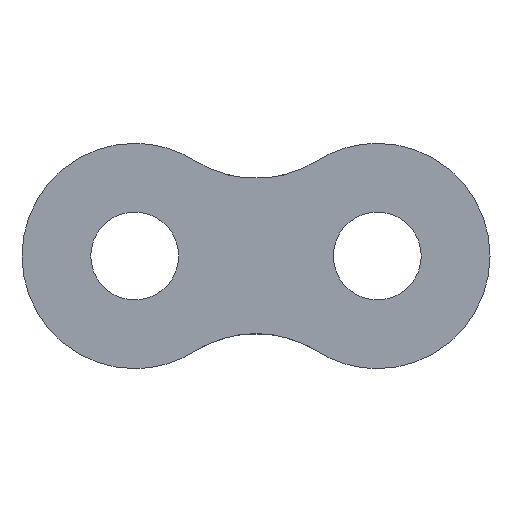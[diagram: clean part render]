
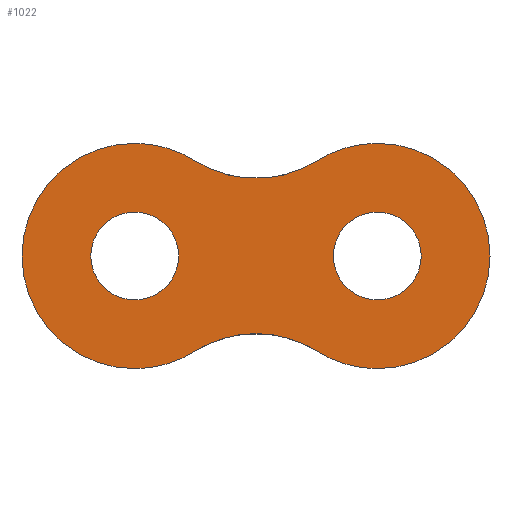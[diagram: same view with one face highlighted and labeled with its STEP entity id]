
A CAD part, front view. The second image highlights one B-rep face of the part: STEP entity #1022.
In plain terms, the highlighted planar face has unit normal (0, -1, 0).
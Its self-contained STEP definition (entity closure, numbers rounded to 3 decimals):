
#6 = CIRCLE ( 'NONE', #516, 2.95 ) ;
#11 = DIRECTION ( 'NONE',  ( 0., 0., -1. ) ) ;
#16 = DIRECTION ( 'NONE',  ( 0., -1., 0. ) ) ;
#20 = VERTEX_POINT ( 'NONE', #1444 ) ;
#21 = DIRECTION ( 'NONE',  ( 0., -1., 0. ) ) ;
#29 = DIRECTION ( 'NONE',  ( 0., 0., -1. ) ) ;
#37 = EDGE_LOOP ( 'NONE', ( #1120, #1227, #1244, #765, #978, #823, #1340, #1423, #116 ) ) ;
#44 = DIRECTION ( 'NONE',  ( 0., 0., -1. ) ) ;
#56 = DIRECTION ( 'NONE',  ( 0., -1., 0. ) ) ;
#64 = CARTESIAN_POINT ( 'NONE',  ( 6.35, -0.8, 0. ) ) ;
#70 = EDGE_CURVE ( 'NONE', #909, #1236, #948, .T. ) ;
#112 = EDGE_CURVE ( 'NONE', #639, #909, #6, .T. ) ;
#116 = ORIENTED_EDGE ( 'NONE', *, *, #630, .T. ) ;
#135 = VERTEX_POINT ( 'NONE', #796 ) ;
#136 = AXIS2_PLACEMENT_3D ( 'NONE', #1166, #954, #1283 ) ;
#165 = CARTESIAN_POINT ( 'NONE',  ( 0., -0.8, 2.95 ) ) ;
#177 = DIRECTION ( 'NONE',  ( 0., 0., -1. ) ) ;
#179 = CARTESIAN_POINT ( 'NONE',  ( 3.175, -0.8, -5.032 ) ) ;
#224 = DIRECTION ( 'NONE',  ( 0., 0., -1. ) ) ;
#250 = EDGE_CURVE ( 'NONE', #20, #639, #1253, .T. ) ;
#253 = CARTESIAN_POINT ( 'NONE',  ( 6.35, -0.8, -2.95 ) ) ;
#256 = DIRECTION ( 'NONE',  ( 0., 0., -1. ) ) ;
#261 = VERTEX_POINT ( 'NONE', #165 ) ;
#274 = VERTEX_POINT ( 'NONE', #939 ) ;
#275 = ORIENTED_EDGE ( 'NONE', *, *, #1010, .F. ) ;
#296 = DIRECTION ( 'NONE',  ( 0., 1., 0. ) ) ;
#299 = AXIS2_PLACEMENT_3D ( 'NONE', #1025, #16, #1217 ) ;
#305 = AXIS2_PLACEMENT_3D ( 'NONE', #1128, #812, #11 ) ;
#310 = DIRECTION ( 'NONE',  ( 0., -1., 0. ) ) ;
#314 = VERTEX_POINT ( 'NONE', #1014 ) ;
#344 = EDGE_CURVE ( 'NONE', #470, #314, #1230, .T. ) ;
#355 = FACE_OUTER_BOUND ( 'NONE', #37, .T. ) ;
#358 = AXIS2_PLACEMENT_3D ( 'NONE', #927, #1018, #256 ) ;
#379 = CARTESIAN_POINT ( 'NONE',  ( 4.776, -0.8, 2.495 ) ) ;
#387 = DIRECTION ( 'NONE',  ( 0., 0., -1. ) ) ;
#399 = CARTESIAN_POINT ( 'NONE',  ( 3.175, -0.8, 5.032 ) ) ;
#407 = DIRECTION ( 'NONE',  ( 0., 0., -1. ) ) ;
#428 = VERTEX_POINT ( 'NONE', #1366 ) ;
#431 = ORIENTED_EDGE ( 'NONE', *, *, #520, .F. ) ;
#440 = VERTEX_POINT ( 'NONE', #379 ) ;
#441 = DIRECTION ( 'NONE',  ( 0., -1., 0. ) ) ;
#442 = CARTESIAN_POINT ( 'NONE',  ( 0., -0.8, 0. ) ) ;
#462 = CIRCLE ( 'NONE', #1207, 2.95 ) ;
#469 = CIRCLE ( 'NONE', #358, 1.15 ) ;
#470 = VERTEX_POINT ( 'NONE', #1259 ) ;
#516 = AXIS2_PLACEMENT_3D ( 'NONE', #64, #845, #407 ) ;
#520 = EDGE_CURVE ( 'NONE', #135, #274, #924, .T. ) ;
#522 = CIRCLE ( 'NONE', #925, 3. ) ;
#537 = DIRECTION ( 'NONE',  ( 0., 0., -1. ) ) ;
#549 = EDGE_LOOP ( 'NONE', ( #275, #1141 ) ) ;
#579 = VERTEX_POINT ( 'NONE', #679 ) ;
#625 = AXIS2_PLACEMENT_3D ( 'NONE', #821, #1379, #29 ) ;
#630 = EDGE_CURVE ( 'NONE', #1236, #440, #462, .T. ) ;
#631 = AXIS2_PLACEMENT_3D ( 'NONE', #442, #310, #537 ) ;
#639 = VERTEX_POINT ( 'NONE', #1280 ) ;
#645 = EDGE_CURVE ( 'NONE', #314, #20, #770, .T. ) ;
#679 = CARTESIAN_POINT ( 'NONE',  ( 6.35, -0.8, 1.15 ) ) ;
#693 = CARTESIAN_POINT ( 'NONE',  ( 6.35, -0.8, 0. ) ) ;
#701 = PLANE ( 'NONE',  #305 ) ;
#710 = DIRECTION ( 'NONE',  ( 0., -1., 0. ) ) ;
#736 = AXIS2_PLACEMENT_3D ( 'NONE', #693, #710, #44 ) ;
#748 = EDGE_CURVE ( 'NONE', #440, #428, #522, .T. ) ;
#758 = ORIENTED_EDGE ( 'NONE', *, *, #1148, .F. ) ;
#759 = CARTESIAN_POINT ( 'NONE',  ( 6.35, -0.8, -1.15 ) ) ;
#765 = ORIENTED_EDGE ( 'NONE', *, *, #344, .T. ) ;
#768 = CARTESIAN_POINT ( 'NONE',  ( 6.35, -0.8, 2.95 ) ) ;
#770 = CIRCLE ( 'NONE', #962, 3. ) ;
#784 = CIRCLE ( 'NONE', #1156, 1.15 ) ;
#796 = CARTESIAN_POINT ( 'NONE',  ( 0., -0.8, 1.15 ) ) ;
#812 = DIRECTION ( 'NONE',  ( 0., -1., 0. ) ) ;
#821 = CARTESIAN_POINT ( 'NONE',  ( 3.175, -0.8, -5.032 ) ) ;
#823 = ORIENTED_EDGE ( 'NONE', *, *, #250, .T. ) ;
#841 = CIRCLE ( 'NONE', #1132, 2.95 ) ;
#845 = DIRECTION ( 'NONE',  ( 0., -1., 0. ) ) ;
#901 = VERTEX_POINT ( 'NONE', #759 ) ;
#909 = VERTEX_POINT ( 'NONE', #253 ) ;
#919 = FACE_BOUND ( 'NONE', #1314, .T. ) ;
#924 = CIRCLE ( 'NONE', #1108, 1.15 ) ;
#925 = AXIS2_PLACEMENT_3D ( 'NONE', #399, #1063, #387 ) ;
#927 = CARTESIAN_POINT ( 'NONE',  ( 0., -0.8, 0. ) ) ;
#939 = CARTESIAN_POINT ( 'NONE',  ( 0., -0.8, -1.15 ) ) ;
#948 = CIRCLE ( 'NONE', #136, 2.95 ) ;
#953 = EDGE_CURVE ( 'NONE', #579, #901, #784, .T. ) ;
#954 = DIRECTION ( 'NONE',  ( 0., -1., 0. ) ) ;
#961 = EDGE_CURVE ( 'NONE', #428, #261, #841, .T. ) ;
#962 = AXIS2_PLACEMENT_3D ( 'NONE', #179, #296, #1181 ) ;
#978 = ORIENTED_EDGE ( 'NONE', *, *, #645, .T. ) ;
#985 = CIRCLE ( 'NONE', #736, 1.15 ) ;
#1010 = EDGE_CURVE ( 'NONE', #901, #579, #985, .T. ) ;
#1014 = CARTESIAN_POINT ( 'NONE',  ( 1.574, -0.8, -2.495 ) ) ;
#1018 = DIRECTION ( 'NONE',  ( 0., -1., 0. ) ) ;
#1022 = ADVANCED_FACE ( 'NONE', ( #1145, #355, #919 ), #701, .T. ) ;
#1025 = CARTESIAN_POINT ( 'NONE',  ( 0., -0.8, 0. ) ) ;
#1063 = DIRECTION ( 'NONE',  ( 0., 1., 0. ) ) ;
#1073 = CARTESIAN_POINT ( 'NONE',  ( 6.35, -0.8, 0. ) ) ;
#1075 = CARTESIAN_POINT ( 'NONE',  ( 0., -0.8, 0. ) ) ;
#1094 = CIRCLE ( 'NONE', #631, 2.95 ) ;
#1108 = AXIS2_PLACEMENT_3D ( 'NONE', #1075, #1393, #177 ) ;
#1120 = ORIENTED_EDGE ( 'NONE', *, *, #748, .T. ) ;
#1128 = CARTESIAN_POINT ( 'NONE',  ( 4.762, -0.8, 2.516 ) ) ;
#1132 = AXIS2_PLACEMENT_3D ( 'NONE', #1214, #441, #224 ) ;
#1141 = ORIENTED_EDGE ( 'NONE', *, *, #953, .F. ) ;
#1145 = FACE_BOUND ( 'NONE', #549, .T. ) ;
#1148 = EDGE_CURVE ( 'NONE', #274, #135, #469, .T. ) ;
#1156 = AXIS2_PLACEMENT_3D ( 'NONE', #1238, #21, #1432 ) ;
#1166 = CARTESIAN_POINT ( 'NONE',  ( 6.35, -0.8, 0. ) ) ;
#1181 = DIRECTION ( 'NONE',  ( 0., 0., -1. ) ) ;
#1207 = AXIS2_PLACEMENT_3D ( 'NONE', #1073, #56, #1399 ) ;
#1214 = CARTESIAN_POINT ( 'NONE',  ( 0., -0.8, 0. ) ) ;
#1217 = DIRECTION ( 'NONE',  ( 0., 0., -1. ) ) ;
#1227 = ORIENTED_EDGE ( 'NONE', *, *, #961, .T. ) ;
#1230 = CIRCLE ( 'NONE', #299, 2.95 ) ;
#1236 = VERTEX_POINT ( 'NONE', #768 ) ;
#1238 = CARTESIAN_POINT ( 'NONE',  ( 6.35, -0.8, 0. ) ) ;
#1244 = ORIENTED_EDGE ( 'NONE', *, *, #1248, .T. ) ;
#1248 = EDGE_CURVE ( 'NONE', #261, #470, #1094, .T. ) ;
#1253 = CIRCLE ( 'NONE', #625, 3. ) ;
#1259 = CARTESIAN_POINT ( 'NONE',  ( 0., -0.8, -2.95 ) ) ;
#1280 = CARTESIAN_POINT ( 'NONE',  ( 4.776, -0.8, -2.495 ) ) ;
#1283 = DIRECTION ( 'NONE',  ( 0., 0., -1. ) ) ;
#1314 = EDGE_LOOP ( 'NONE', ( #758, #431 ) ) ;
#1340 = ORIENTED_EDGE ( 'NONE', *, *, #112, .T. ) ;
#1366 = CARTESIAN_POINT ( 'NONE',  ( 1.574, -0.8, 2.495 ) ) ;
#1379 = DIRECTION ( 'NONE',  ( 0., 1., 0. ) ) ;
#1393 = DIRECTION ( 'NONE',  ( 0., -1., 0. ) ) ;
#1399 = DIRECTION ( 'NONE',  ( 0., 0., -1. ) ) ;
#1423 = ORIENTED_EDGE ( 'NONE', *, *, #70, .T. ) ;
#1432 = DIRECTION ( 'NONE',  ( 0., 0., -1. ) ) ;
#1444 = CARTESIAN_POINT ( 'NONE',  ( 3.175, -0.8, -2.032 ) ) ;
